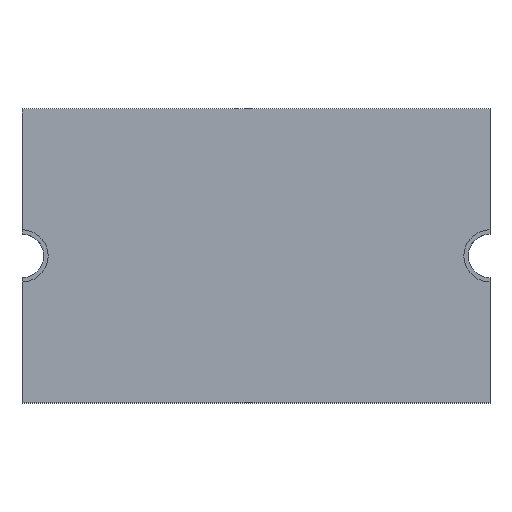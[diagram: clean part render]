
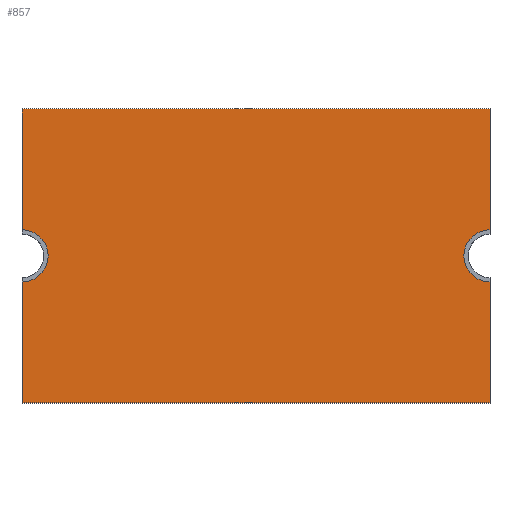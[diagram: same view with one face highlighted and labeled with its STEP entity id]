
A CAD part, top view. The second image highlights one B-rep face of the part: STEP entity #857.
In plain terms, the highlighted planar face has unit normal (0, 0, 1).
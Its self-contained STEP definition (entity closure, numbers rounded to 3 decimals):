
#36=CIRCLE($,#933,0.12);
#37=CIRCLE($,#934,0.12);
#75=FACE_OUTER_BOUND($,#125,.T.);
#125=EDGE_LOOP($,(#670,#671,#672,#673,#674,#675,#676,#677));
#204=LINE($,#1352,#304);
#205=LINE($,#1354,#305);
#206=LINE($,#1356,#306);
#207=LINE($,#1360,#307);
#208=LINE($,#1362,#308);
#209=LINE($,#1363,#309);
#304=VECTOR($,#1101,0.555);
#305=VECTOR($,#1102,2.15);
#306=VECTOR($,#1103,0.555);
#307=VECTOR($,#1106,0.555);
#308=VECTOR($,#1107,2.15);
#309=VECTOR($,#1108,0.555);
#398=VERTEX_POINT($,#1348);
#399=VERTEX_POINT($,#1349);
#400=VERTEX_POINT($,#1351);
#401=VERTEX_POINT($,#1353);
#402=VERTEX_POINT($,#1355);
#403=VERTEX_POINT($,#1357);
#404=VERTEX_POINT($,#1359);
#405=VERTEX_POINT($,#1361);
#498=EDGE_CURVE($,#398,#399,#36,.T.);
#499=EDGE_CURVE($,#399,#400,#204,.T.);
#500=EDGE_CURVE($,#400,#401,#205,.T.);
#501=EDGE_CURVE($,#401,#402,#206,.T.);
#502=EDGE_CURVE($,#402,#403,#37,.T.);
#503=EDGE_CURVE($,#403,#404,#207,.T.);
#504=EDGE_CURVE($,#404,#405,#208,.T.);
#505=EDGE_CURVE($,#405,#398,#209,.T.);
#670=ORIENTED_EDGE($,*,*,#498,.T.);
#671=ORIENTED_EDGE($,*,*,#499,.T.);
#672=ORIENTED_EDGE($,*,*,#500,.T.);
#673=ORIENTED_EDGE($,*,*,#501,.T.);
#674=ORIENTED_EDGE($,*,*,#502,.T.);
#675=ORIENTED_EDGE($,*,*,#503,.T.);
#676=ORIENTED_EDGE($,*,*,#504,.T.);
#677=ORIENTED_EDGE($,*,*,#505,.T.);
#811=PLANE($,#932);
#857=ADVANCED_FACE($,(#75),#811,.T.);
#932=AXIS2_PLACEMENT_3D($,#1347,#1097,#1098);
#933=AXIS2_PLACEMENT_3D($,#1350,#1099,#1100);
#934=AXIS2_PLACEMENT_3D($,#1358,#1104,#1105);
#1097=DIRECTION('center_axis',(0.,0.,1.));
#1098=DIRECTION('ref_axis',(1.,0.,0.));
#1099=DIRECTION('center_axis',(0.,0.,-1.));
#1100=DIRECTION('ref_axis',(0.,1.,0.));
#1101=DIRECTION($,(0.,1.,0.));
#1102=DIRECTION($,(-1.,0.,0.));
#1103=DIRECTION($,(0.,-1.,0.));
#1104=DIRECTION('center_axis',(0.,0.,-1.));
#1105=DIRECTION('ref_axis',(0.,1.,0.));
#1106=DIRECTION($,(0.,-1.,0.));
#1107=DIRECTION($,(1.,0.,0.));
#1108=DIRECTION($,(0.,1.,0.));
#1347=CARTESIAN_POINT('Origin',(0.,0.,
0.48));
#1348=CARTESIAN_POINT('',(1.075,-0.12,0.48));
#1349=CARTESIAN_POINT('',(1.075,0.12,0.48));
#1350=CARTESIAN_POINT('Origin',(1.075,0.,0.48));
#1351=CARTESIAN_POINT('',(1.075,0.675,0.48));
#1352=CARTESIAN_POINT($,(1.075,-0.675,0.48));
#1353=CARTESIAN_POINT('',(-1.075,0.675,0.48));
#1354=CARTESIAN_POINT($,(1.075,0.675,0.48));
#1355=CARTESIAN_POINT('',(-1.075,0.12,0.48));
#1356=CARTESIAN_POINT($,(-1.075,0.675,0.48));
#1357=CARTESIAN_POINT('',(-1.075,-0.12,0.48));
#1358=CARTESIAN_POINT('Origin',(-1.075,0.,0.48));
#1359=CARTESIAN_POINT('',(-1.075,-0.675,0.48));
#1360=CARTESIAN_POINT($,(-1.075,0.675,0.48));
#1361=CARTESIAN_POINT('',(1.075,-0.675,0.48));
#1362=CARTESIAN_POINT($,(-1.075,-0.675,0.48));
#1363=CARTESIAN_POINT($,(1.075,-0.675,0.48));
